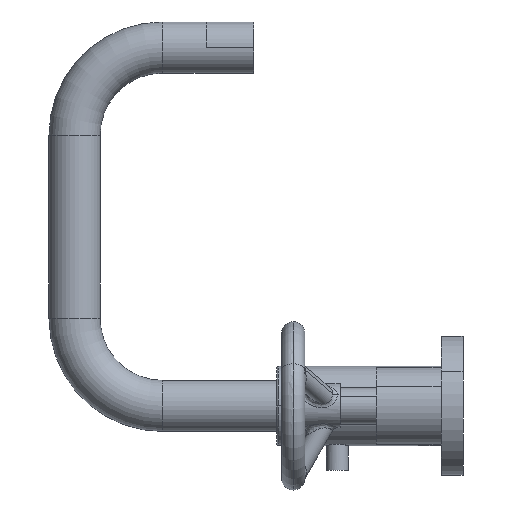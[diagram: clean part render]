
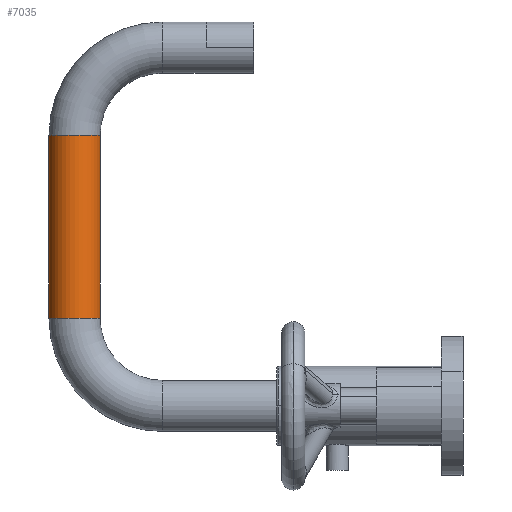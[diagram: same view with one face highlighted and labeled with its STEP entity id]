
A CAD part, left-side view. The second image highlights one B-rep face of the part: STEP entity #7035.
In plain terms, the highlighted cylindrical face has radius 11.113 mm (diameter 22.225 mm), a partial arc.
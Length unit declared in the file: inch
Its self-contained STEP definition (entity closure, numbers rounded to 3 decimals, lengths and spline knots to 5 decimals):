
#6623=CARTESIAN_POINT('',(0.,6.641,1.5));
#6624=DIRECTION('',(0.,0.,1.));
#6625=DIRECTION('',(0.,1.,0.));
#6626=AXIS2_PLACEMENT_3D('',#6623,#6624,#6625);
#6648=DIRECTION('',(0.,0.,-1.));
#6649=VECTOR('',#6648,3.125);
#6650=CARTESIAN_POINT('',(0.,7.0785,4.625));
#6651=LINE('',#6650,#6649);
#6652=DIRECTION('',(0.,0.,-1.));
#6653=VECTOR('',#6652,3.125);
#6654=CARTESIAN_POINT('',(0.,6.2035,4.625));
#6655=LINE('',#6654,#6653);
#6656=CARTESIAN_POINT('',(0.,6.641,4.625));
#6657=DIRECTION('',(0.,0.,-1.));
#6658=DIRECTION('',(0.,-1.,0.));
#6659=AXIS2_PLACEMENT_3D('',#6656,#6657,#6658);
#6750=CARTESIAN_POINT('',(0.,7.0785,1.5));
#6751=VERTEX_POINT('',#6750);
#6752=CARTESIAN_POINT('',(0.,6.2035,1.5));
#6753=VERTEX_POINT('',#6752);
#6754=CARTESIAN_POINT('',(0.,6.2035,4.625));
#6755=VERTEX_POINT('',#6754);
#6756=CARTESIAN_POINT('',(0.,7.0785,4.625));
#6757=VERTEX_POINT('',#6756);
#7023=CARTESIAN_POINT('',(0.,6.641,1.5));
#7024=DIRECTION('',(0.,0.,1.));
#7025=DIRECTION('',(0.,-1.,0.));
#7026=AXIS2_PLACEMENT_3D('',#7023,#7024,#7025);
#7027=CYLINDRICAL_SURFACE('',#7026,0.4375);
#7028=ORIENTED_EDGE('',*,*,#6988,.F.);
#7029=ORIENTED_EDGE('',*,*,#7018,.F.);
#7031=ORIENTED_EDGE('',*,*,#7030,.F.);
#7032=ORIENTED_EDGE('',*,*,#7014,.T.);
#7033=EDGE_LOOP('',(#7028,#7029,#7031,#7032));
#7034=FACE_OUTER_BOUND('',#7033,.F.);
#7035=ADVANCED_FACE('',(#7034),#7027,.T.);
#6627=CIRCLE('',#6626,0.4375);
#6660=CIRCLE('',#6659,0.4375);
#6988=EDGE_CURVE('',#6751,#6753,#6627,.T.);
#7014=EDGE_CURVE('',#6755,#6753,#6655,.T.);
#7018=EDGE_CURVE('',#6757,#6751,#6651,.T.);
#7030=EDGE_CURVE('',#6755,#6757,#6660,.T.);
